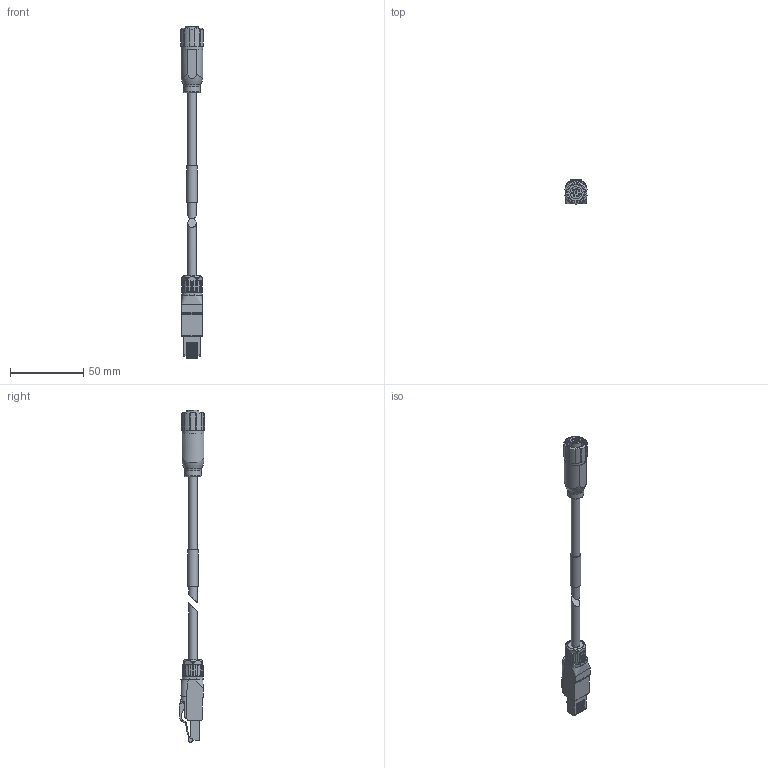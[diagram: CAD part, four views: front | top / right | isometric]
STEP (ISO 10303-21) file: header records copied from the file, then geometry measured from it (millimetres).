
FILE_DESCRIPTION(/* description */ ('STEP AP214'),/* implementation_level */ '2;1');
FILE_NAME(/* name */ '5212312_NEBM-M12G8-E-2_5-N-R3G8',/* time_stamp */ '2024-09-12T18:31:08+02:00',/* author */ ('License CC BY-ND 4.0'),/* organization */ ('CADENAS'),/* preprocessor_version */ 'ST-DEVELOPER v19.3',/* originating_system */ 'PARTsolutions',/* authorisation */ ' ');
FILE_SCHEMA (('AUTOMOTIVE_DESIGN {1 0 10303 214 3 1 1}'));
Length unit declared in the file: millimetre
Products named in the file (3): 5212312 NEBM-M12G8-E-2.5-N-R3G8; 5212312 NEBM-M12G8-E-2.5-N-R3G8---(400P1); 5212312 NEBM-M12G8-E-2.5-N-R3G8---(P2)
Assembly tree (2 placements, depth 2):
  5212312 NEBM-M12G8-E-2.5-N-R3G8
    5212312 NEBM-M12G8-E-2.5-N-R3G8---(400P1)
    5212312 NEBM-M12G8-E-2.5-N-R3G8---(P2)
Bounding box: 15.24 x 17.07 x 226.45 mm (x, y, z)
Volume: 18751.5 mm3; surface area: 9406.3 mm2
Topology: 2 solids, 2 shells, 331 faces, 922 edges, 618 vertices
Faces by surface type: plane 209, cylinder 110, torus 6, cone 4, bspline 2
Full cylindrical faces by diameter (mm): 1.2 x8, 5.8 x3, 7.1 x1, 10.917 x1, 11 x1, 12 x1, 12.6 x1, 13 x2, 13.9 x1, 14.8 x1
Entity records: 11170 total; most frequent: CARTESIAN_POINT 2130, DIRECTION 1770, ORIENTED_EDGE 1752, EDGE_CURVE 876, AXIS2_PLACEMENT_3D 610, VERTEX_POINT 602, LINE 550, VECTOR 550
